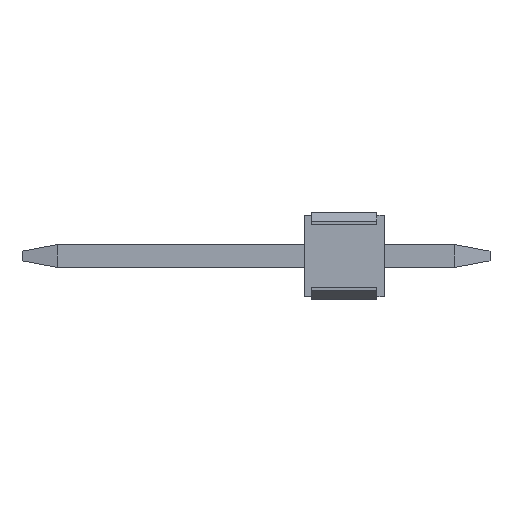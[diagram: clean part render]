
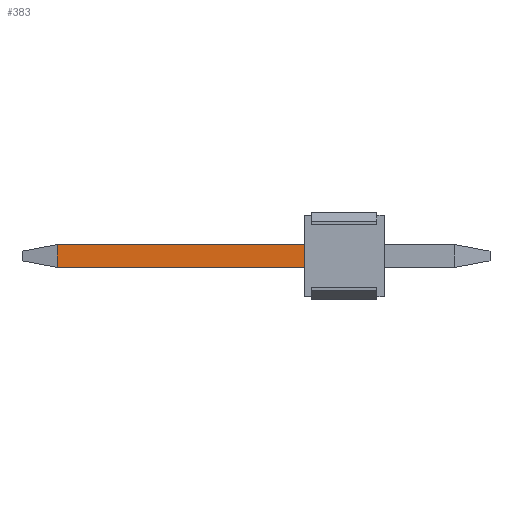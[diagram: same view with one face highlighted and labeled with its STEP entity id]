
A CAD part, left-side view. The second image highlights one B-rep face of the part: STEP entity #383.
In plain terms, the highlighted planar face has unit normal (-1, 0, 0).
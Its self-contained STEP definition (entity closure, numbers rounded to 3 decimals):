
#383=ADVANCED_FACE('',(#1082),#1083,.F.);
#1082=FACE_OUTER_BOUND('',#1798,.T.);
#1083=PLANE('',#1799);
#1798=EDGE_LOOP('',(#4436,#4437,#4438,#4439));
#1799=AXIS2_PLACEMENT_3D('',#4440,#4441,#4442);
#4436=ORIENTED_EDGE('',*,*,#5396,.F.);
#4437=ORIENTED_EDGE('',*,*,#4773,.F.);
#4438=ORIENTED_EDGE('',*,*,#5397,.F.);
#4439=ORIENTED_EDGE('',*,*,#5398,.T.);
#4440=CARTESIAN_POINT('',(-6.68,0.0,0.0));
#4441=DIRECTION('',(1.0,0.0,0.0));
#4442=DIRECTION('',(0.0,1.0,0.0));
#4773=EDGE_CURVE('',#5847,#5842,#5849,.T.);
#5396=EDGE_CURVE('',#5842,#6822,#6823,.T.);
#5397=EDGE_CURVE('',#6824,#5847,#6825,.T.);
#5398=EDGE_CURVE('',#6824,#6822,#6826,.T.);
#5842=VERTEX_POINT('',#7408);
#5847=VERTEX_POINT('',#7415);
#5849=LINE('',#7418,#7419);
#6822=VERTEX_POINT('',#8978);
#6823=LINE('',#8979,#8980);
#6824=VERTEX_POINT('',#8981);
#6825=LINE('',#8982,#8983);
#6826=LINE('',#8984,#8985);
#7408=CARTESIAN_POINT('',(-6.68,0.94,-0.33));
#7415=CARTESIAN_POINT('',(-6.68,0.94,0.33));
#7418=CARTESIAN_POINT('',(-6.68,0.94,0.33));
#7419=VECTOR('',#9329,0.66);
#8978=CARTESIAN_POINT('',(-6.68,8.255,-0.33));
#8979=CARTESIAN_POINT('',(-6.68,0.94,-0.33));
#8980=VECTOR('',#10024,7.315);
#8981=CARTESIAN_POINT('',(-6.68,8.255,0.33));
#8982=CARTESIAN_POINT('',(-6.68,8.255,0.33));
#8983=VECTOR('',#10025,7.315);
#8984=CARTESIAN_POINT('',(-6.68,8.255,0.33));
#8985=VECTOR('',#10026,0.66);
#9329=DIRECTION('',(0.0,0.0,-1.0));
#10024=DIRECTION('',(0.0,1.0,0.0));
#10025=DIRECTION('',(0.0,-1.0,0.0));
#10026=DIRECTION('',(0.0,0.0,-1.0));
